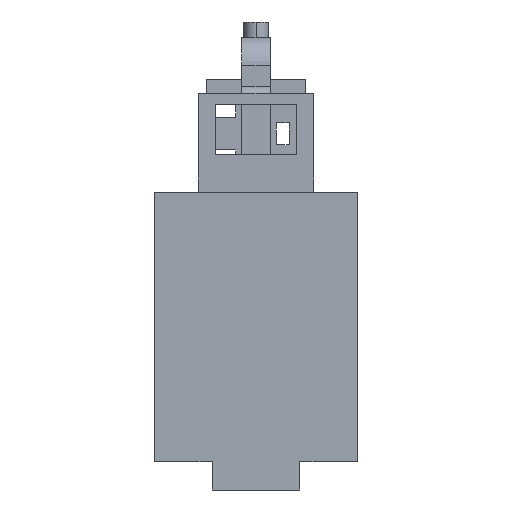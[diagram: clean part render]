
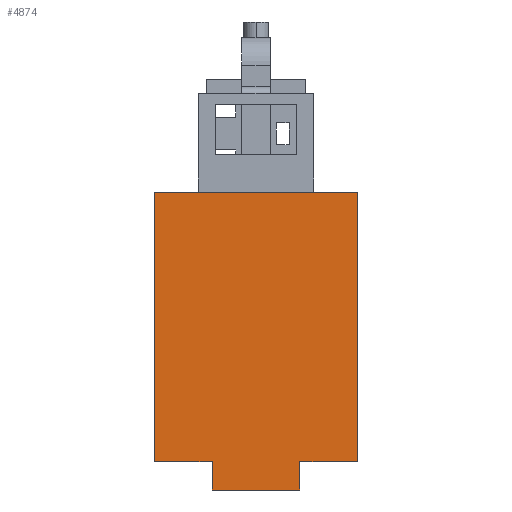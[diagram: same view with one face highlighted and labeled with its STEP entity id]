
A CAD part, left-side view. The second image highlights one B-rep face of the part: STEP entity #4874.
In plain terms, the highlighted planar face has unit normal (-1, 0, 0).
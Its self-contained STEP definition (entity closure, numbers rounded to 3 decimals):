
#279=CARTESIAN_POINT('Vertex',(-56.5,-12.5,0.)) ;
#295=CARTESIAN_POINT('Vertex',(-56.5,-29.,0.)) ;
#298=CARTESIAN_POINT('Line Origine',(-56.5,-20.75,0.)) ;
#329=CARTESIAN_POINT('Line Origine',(-56.5,-12.5,-4.)) ;
#333=CARTESIAN_POINT('Vertex',(-56.5,-12.5,-8.)) ;
#849=CARTESIAN_POINT('Vertex',(-56.5,12.5,-8.)) ;
#852=CARTESIAN_POINT('Line Origine',(-56.5,12.5,-4.)) ;
#856=CARTESIAN_POINT('Vertex',(-56.5,12.5,0.)) ;
#910=CARTESIAN_POINT('Line Origine',(-56.5,20.75,0.)) ;
#914=CARTESIAN_POINT('Vertex',(-56.5,29.,0.)) ;
#948=CARTESIAN_POINT('Line Origine',(-56.5,29.,38.5)) ;
#952=CARTESIAN_POINT('Vertex',(-56.5,29.,77.)) ;
#977=CARTESIAN_POINT('Line Origine',(-56.5,0.,-8.)) ;
#4847=CARTESIAN_POINT('Axis2P3D Location',(-56.5,29.,0.)) ;
#4852=CARTESIAN_POINT('Line Origine',(-56.5,-29.,38.5)) ;
#4856=CARTESIAN_POINT('Vertex',(-56.5,-29.,77.)) ;
#4859=CARTESIAN_POINT('Line Origine',(-56.5,0.,77.)) ;
#300=VECTOR('Line Direction',#299,1.) ;
#331=VECTOR('Line Direction',#330,1.) ;
#854=VECTOR('Line Direction',#853,1.) ;
#912=VECTOR('Line Direction',#911,1.) ;
#950=VECTOR('Line Direction',#949,1.) ;
#979=VECTOR('Line Direction',#978,1.) ;
#4854=VECTOR('Line Direction',#4853,1.) ;
#4861=VECTOR('Line Direction',#4860,1.) ;
#299=DIRECTION('Vector Direction',(0.,-1.,0.)) ;
#330=DIRECTION('Vector Direction',(0.,0.,1.)) ;
#853=DIRECTION('Vector Direction',(0.,0.,-1.)) ;
#911=DIRECTION('Vector Direction',(0.,-1.,0.)) ;
#949=DIRECTION('Vector Direction',(0.,0.,1.)) ;
#978=DIRECTION('Vector Direction',(0.,-1.,0.)) ;
#4848=DIRECTION('Axis2P3D Direction',(-1.,0.,0.)) ;
#4849=DIRECTION('Axis2P3D XDirection',(0.,-1.,0.)) ;
#4853=DIRECTION('Vector Direction',(0.,0.,1.)) ;
#4860=DIRECTION('Vector Direction',(0.,-1.,0.)) ;
#4850=AXIS2_PLACEMENT_3D('Plane Axis2P3D',#4847,#4848,#4849) ;
#301=LINE('Line',#298,#300) ;
#332=LINE('Line',#329,#331) ;
#855=LINE('Line',#852,#854) ;
#913=LINE('Line',#910,#912) ;
#951=LINE('Line',#948,#950) ;
#980=LINE('Line',#977,#979) ;
#4855=LINE('Line',#4852,#4854) ;
#4862=LINE('Line',#4859,#4861) ;
#4851=PLANE('',#4850) ;
#302=EDGE_CURVE('',#280,#296,#301,.T.) ;
#335=EDGE_CURVE('',#280,#334,#332,.F.) ;
#858=EDGE_CURVE('',#850,#857,#855,.F.) ;
#916=EDGE_CURVE('',#915,#857,#913,.T.) ;
#954=EDGE_CURVE('',#915,#953,#951,.T.) ;
#981=EDGE_CURVE('',#334,#850,#980,.F.) ;
#4858=EDGE_CURVE('',#296,#4857,#4855,.T.) ;
#4863=EDGE_CURVE('',#953,#4857,#4862,.T.) ;
#4865=ORIENTED_EDGE('',*,*,#954,.F.) ;
#4866=ORIENTED_EDGE('',*,*,#916,.T.) ;
#4867=ORIENTED_EDGE('',*,*,#858,.F.) ;
#4868=ORIENTED_EDGE('',*,*,#981,.F.) ;
#4869=ORIENTED_EDGE('',*,*,#335,.F.) ;
#4870=ORIENTED_EDGE('',*,*,#302,.T.) ;
#4871=ORIENTED_EDGE('',*,*,#4858,.T.) ;
#4872=ORIENTED_EDGE('',*,*,#4863,.F.) ;
#4864=EDGE_LOOP('',(#4865,#4866,#4867,#4868,#4869,#4870,#4871,#4872)) ;
#280=VERTEX_POINT('',#279) ;
#296=VERTEX_POINT('',#295) ;
#334=VERTEX_POINT('',#333) ;
#850=VERTEX_POINT('',#849) ;
#857=VERTEX_POINT('',#856) ;
#915=VERTEX_POINT('',#914) ;
#953=VERTEX_POINT('',#952) ;
#4857=VERTEX_POINT('',#4856) ;
#4874=ADVANCED_FACE('PartBody',(#4873),#4851,.T.) ;
#4873=FACE_OUTER_BOUND('',#4864,.T.) ;
